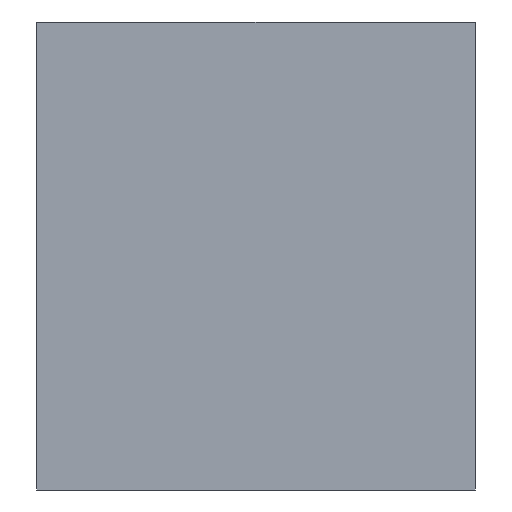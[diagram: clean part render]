
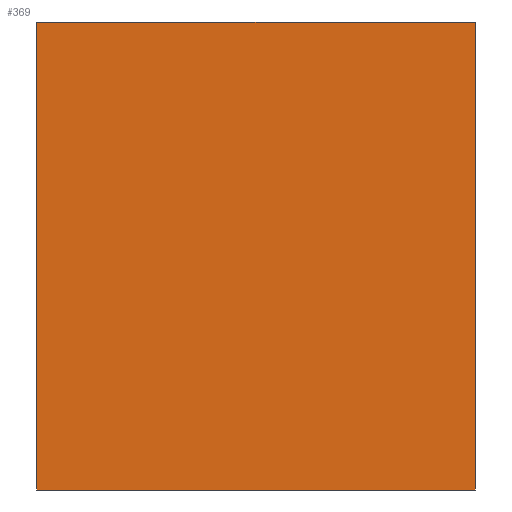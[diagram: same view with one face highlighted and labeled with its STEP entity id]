
A CAD part, front view. The second image highlights one B-rep face of the part: STEP entity #369.
In plain terms, the highlighted planar face has unit normal (0, -1, 0).
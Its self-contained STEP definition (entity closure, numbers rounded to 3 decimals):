
#8 = EDGE_CURVE ( 'NONE', #601, #625, #351, .T. ) ;
#13 = ORIENTED_EDGE ( 'NONE', *, *, #693, .T. ) ;
#31 = PLANE ( 'NONE',  #498 ) ;
#37 = CARTESIAN_POINT ( 'NONE',  ( -10., 0., 0. ) ) ;
#53 = CARTESIAN_POINT ( 'NONE',  ( 900., 0., 0. ) ) ;
#64 = VERTEX_POINT ( 'NONE', #385 ) ;
#116 = LINE ( 'NONE', #513, #492 ) ;
#146 = ORIENTED_EDGE ( 'NONE', *, *, #8, .T. ) ;
#153 = DIRECTION ( 'NONE',  ( 0., 0., 1. ) ) ;
#177 = EDGE_CURVE ( 'NONE', #601, #426, #116, .T. ) ;
#201 = FACE_OUTER_BOUND ( 'NONE', #338, .T. ) ;
#242 = CARTESIAN_POINT ( 'NONE',  ( 900., 0., -950. ) ) ;
#278 = ORIENTED_EDGE ( 'NONE', *, *, #357, .T. ) ;
#294 = CARTESIAN_POINT ( 'NONE',  ( -900., 0., -950. ) ) ;
#302 = DIRECTION ( 'NONE',  ( 0., 0., -1. ) ) ;
#316 = CARTESIAN_POINT ( 'NONE',  ( -10., 0., -950. ) ) ;
#328 = DIRECTION ( 'NONE',  ( -1., 0., 0. ) ) ;
#338 = EDGE_LOOP ( 'NONE', ( #560, #146, #13, #278 ) ) ;
#351 = LINE ( 'NONE', #555, #614 ) ;
#357 = EDGE_CURVE ( 'NONE', #64, #426, #374, .T. ) ;
#369 = ADVANCED_FACE ( 'NONE', ( #201 ), #31, .F. ) ;
#374 = LINE ( 'NONE', #294, #499 ) ;
#385 = CARTESIAN_POINT ( 'NONE',  ( -900., 0., 0. ) ) ;
#426 = VERTEX_POINT ( 'NONE', #468 ) ;
#446 = VECTOR ( 'NONE', #328, 1000. ) ;
#459 = DIRECTION ( 'NONE',  ( -1., 0., 0. ) ) ;
#468 = CARTESIAN_POINT ( 'NONE',  ( -900., 0., -950. ) ) ;
#492 = VECTOR ( 'NONE', #459, 1000. ) ;
#498 = AXIS2_PLACEMENT_3D ( 'NONE', #242, #694, #514 ) ;
#499 = VECTOR ( 'NONE', #302, 1000. ) ;
#513 = CARTESIAN_POINT ( 'NONE',  ( 900., 0., -950. ) ) ;
#514 = DIRECTION ( 'NONE',  ( 0., 0., 1. ) ) ;
#555 = CARTESIAN_POINT ( 'NONE',  ( -10., 0., -950. ) ) ;
#560 = ORIENTED_EDGE ( 'NONE', *, *, #177, .F. ) ;
#601 = VERTEX_POINT ( 'NONE', #316 ) ;
#614 = VECTOR ( 'NONE', #153, 1000. ) ;
#616 = LINE ( 'NONE', #53, #446 ) ;
#625 = VERTEX_POINT ( 'NONE', #37 ) ;
#693 = EDGE_CURVE ( 'NONE', #625, #64, #616, .T. ) ;
#694 = DIRECTION ( 'NONE',  ( 0., 1., 0. ) ) ;
